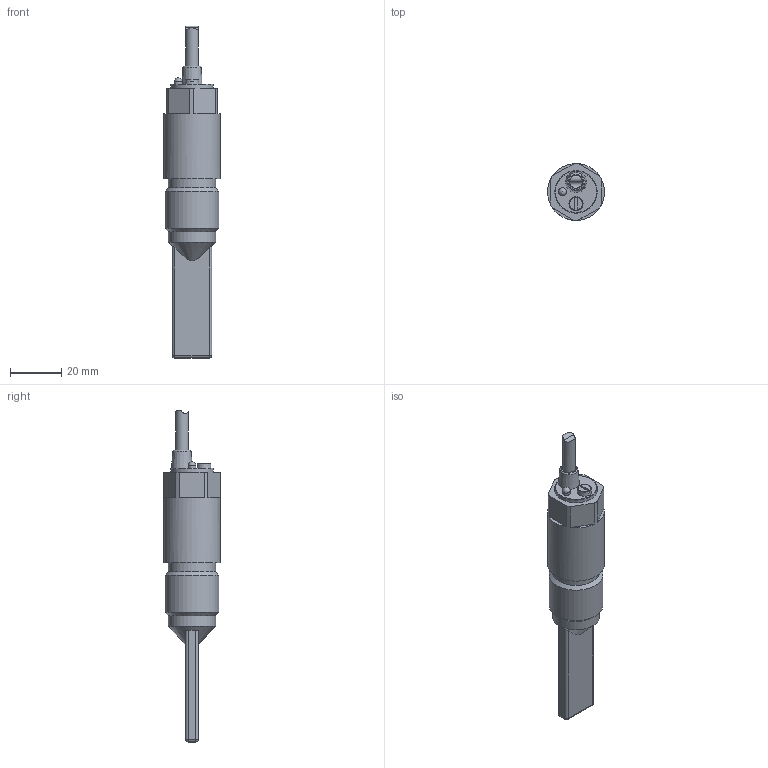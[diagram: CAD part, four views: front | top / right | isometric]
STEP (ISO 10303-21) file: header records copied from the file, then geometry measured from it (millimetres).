
FILE_DESCRIPTION(/* description */ (''),/* implementation_level */ '2;1');
FILE_NAME(/* name */ 'KA1237_Shrinkwrap_1.stp',/* time_stamp */ '2021-08-24T16:16:34+02:00',/* author */ ('Krieger Anja'),/* organization */ (''),/* preprocessor_version */ 'ST-DEVELOPER v18.1',/* originating_system */ 'Autodesk Inventor 2021',/* authorisation */ '');
FILE_SCHEMA (('AUTOMOTIVE_DESIGN { 1 0 10303 214 3 1 1 }'));
Length unit declared in the file: millimetre
Products named in the file (1): KA1237_Shrinkwrap_1
Bounding box: 22.12 x 22.12 x 129.17 mm (x, y, z)
Volume: 25774 mm3; surface area: 7029 mm2
Topology: 1 solids, 1 shells, 63 faces, 152 edges, 97 vertices
Faces by surface type: plane 31, cylinder 18, sphere 5, cone 5, torus 4
Full cylindrical faces by diameter (mm): 3 x1, 3.1 x1, 5 x1, 16.5 x1, 18.32 x2, 20.96 x1, 22.12 x1
Entity records: 2083 total; most frequent: CARTESIAN_POINT 456, DIRECTION 324, ORIENTED_EDGE 302, EDGE_CURVE 151, AXIS2_PLACEMENT_3D 131, VERTEX_POINT 97, EDGE_LOOP 70, CIRCLE 67
